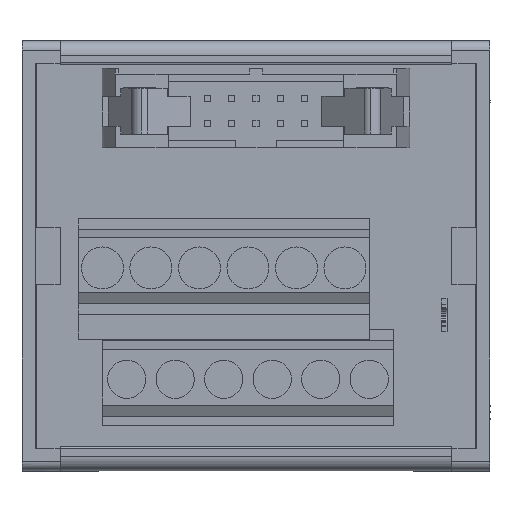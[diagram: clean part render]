
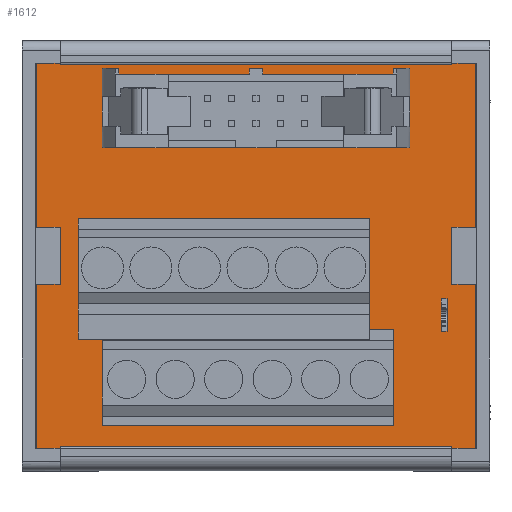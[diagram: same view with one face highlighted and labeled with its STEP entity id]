
A CAD part, top view. The second image highlights one B-rep face of the part: STEP entity #1612.
In plain terms, the highlighted planar face has unit normal (0, 0, 1).
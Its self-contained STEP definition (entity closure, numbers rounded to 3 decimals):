
#1376=AXIS2_PLACEMENT_3D('Plane Axis2P3D',#1373,#1374,#1375) ;
#1373=CARTESIAN_POINT('Axis2P3D Location',(1.5,1.5,21.475)) ;
#1378=CARTESIAN_POINT('Line Origine',(1.5,22.5,21.475)) ;
#1382=CARTESIAN_POINT('Vertex',(1.5,43.5,21.475)) ;
#1384=CARTESIAN_POINT('Vertex',(1.5,1.5,21.475)) ;
#1387=CARTESIAN_POINT('Line Origine',(24.5,1.5,21.475)) ;
#1391=CARTESIAN_POINT('Vertex',(47.5,1.5,21.475)) ;
#1394=CARTESIAN_POINT('Line Origine',(47.5,22.5,21.475)) ;
#1398=CARTESIAN_POINT('Vertex',(47.5,43.5,21.475)) ;
#1401=CARTESIAN_POINT('Line Origine',(24.5,43.5,21.475)) ;
#1412=CARTESIAN_POINT('Line Origine',(23.656,4.751,21.475)) ;
#1416=CARTESIAN_POINT('Vertex',(38.896,4.751,21.475)) ;
#1418=CARTESIAN_POINT('Vertex',(8.416,4.751,21.475)) ;
#1421=CARTESIAN_POINT('Line Origine',(8.416,9.251,21.475)) ;
#1425=CARTESIAN_POINT('Vertex',(8.416,13.751,21.475)) ;
#1428=CARTESIAN_POINT('Line Origine',(7.146,13.751,21.475)) ;
#1432=CARTESIAN_POINT('Vertex',(5.876,13.751,21.475)) ;
#1435=CARTESIAN_POINT('Line Origine',(5.876,20.051,21.475)) ;
#1439=CARTESIAN_POINT('Vertex',(5.876,26.351,21.475)) ;
#1442=CARTESIAN_POINT('Line Origine',(21.116,26.351,21.475)) ;
#1446=CARTESIAN_POINT('Vertex',(36.356,26.351,21.475)) ;
#1449=CARTESIAN_POINT('Line Origine',(36.356,20.551,21.475)) ;
#1453=CARTESIAN_POINT('Vertex',(36.356,14.751,21.475)) ;
#1456=CARTESIAN_POINT('Line Origine',(37.626,14.751,21.475)) ;
#1460=CARTESIAN_POINT('Vertex',(38.896,14.751,21.475)) ;
#1463=CARTESIAN_POINT('Line Origine',(38.896,9.751,21.475)) ;
#1478=CARTESIAN_POINT('Line Origine',(44.213,17.993,21.475)) ;
#1482=CARTESIAN_POINT('Vertex',(44.513,17.993,21.475)) ;
#1484=CARTESIAN_POINT('Vertex',(43.913,17.993,21.475)) ;
#1487=CARTESIAN_POINT('Line Origine',(44.513,16.293,21.475)) ;
#1491=CARTESIAN_POINT('Vertex',(44.513,14.593,21.475)) ;
#1494=CARTESIAN_POINT('Line Origine',(44.213,14.593,21.475)) ;
#1498=CARTESIAN_POINT('Vertex',(43.913,14.593,21.475)) ;
#1501=CARTESIAN_POINT('Line Origine',(43.913,16.293,21.475)) ;
#1512=CARTESIAN_POINT('Line Origine',(38.4,33.8,21.475)) ;
#1516=CARTESIAN_POINT('Vertex',(40.6,33.8,21.475)) ;
#1518=CARTESIAN_POINT('Vertex',(36.2,33.8,21.475)) ;
#1521=CARTESIAN_POINT('Line Origine',(36.2,37.65,21.475)) ;
#1525=CARTESIAN_POINT('Vertex',(36.2,41.5,21.475)) ;
#1528=CARTESIAN_POINT('Line Origine',(37.535,41.5,21.475)) ;
#1532=CARTESIAN_POINT('Vertex',(38.87,41.5,21.475)) ;
#1535=CARTESIAN_POINT('Line Origine',(38.87,41.8,21.475)) ;
#1539=CARTESIAN_POINT('Vertex',(38.87,42.1,21.475)) ;
#1542=CARTESIAN_POINT('Line Origine',(39.735,42.1,21.475)) ;
#1546=CARTESIAN_POINT('Vertex',(40.6,42.1,21.475)) ;
#1549=CARTESIAN_POINT('Line Origine',(40.6,37.95,21.475)) ;
#1562=CARTESIAN_POINT('Line Origine',(11.465,41.5,21.475)) ;
#1566=CARTESIAN_POINT('Vertex',(12.8,41.5,21.475)) ;
#1568=CARTESIAN_POINT('Vertex',(10.13,41.5,21.475)) ;
#1571=CARTESIAN_POINT('Line Origine',(12.8,37.65,21.475)) ;
#1575=CARTESIAN_POINT('Vertex',(12.8,33.8,21.475)) ;
#1578=CARTESIAN_POINT('Line Origine',(10.6,33.8,21.475)) ;
#1582=CARTESIAN_POINT('Vertex',(8.4,33.8,21.475)) ;
#1585=CARTESIAN_POINT('Line Origine',(8.4,37.95,21.475)) ;
#1589=CARTESIAN_POINT('Vertex',(8.4,42.1,21.475)) ;
#1592=CARTESIAN_POINT('Line Origine',(9.265,42.1,21.475)) ;
#1596=CARTESIAN_POINT('Vertex',(10.13,42.1,21.475)) ;
#1599=CARTESIAN_POINT('Line Origine',(10.13,41.8,21.475)) ;
#1374=DIRECTION('Axis2P3D Direction',(0.,0.,1.)) ;
#1375=DIRECTION('Axis2P3D XDirection',(0.,-1.,0.)) ;
#1379=DIRECTION('Vector Direction',(0.,-1.,0.)) ;
#1388=DIRECTION('Vector Direction',(1.,0.,0.)) ;
#1395=DIRECTION('Vector Direction',(0.,1.,0.)) ;
#1402=DIRECTION('Vector Direction',(-1.,0.,0.)) ;
#1413=DIRECTION('Vector Direction',(-1.,0.,0.)) ;
#1422=DIRECTION('Vector Direction',(0.,1.,0.)) ;
#1429=DIRECTION('Vector Direction',(-1.,0.,0.)) ;
#1436=DIRECTION('Vector Direction',(0.,1.,0.)) ;
#1443=DIRECTION('Vector Direction',(1.,0.,0.)) ;
#1450=DIRECTION('Vector Direction',(0.,-1.,0.)) ;
#1457=DIRECTION('Vector Direction',(1.,0.,0.)) ;
#1464=DIRECTION('Vector Direction',(0.,-1.,0.)) ;
#1479=DIRECTION('Vector Direction',(-1.,0.,0.)) ;
#1488=DIRECTION('Vector Direction',(0.,1.,0.)) ;
#1495=DIRECTION('Vector Direction',(-1.,0.,0.)) ;
#1502=DIRECTION('Vector Direction',(0.,-1.,0.)) ;
#1513=DIRECTION('Vector Direction',(-1.,0.,0.)) ;
#1522=DIRECTION('Vector Direction',(0.,1.,0.)) ;
#1529=DIRECTION('Vector Direction',(-1.,0.,0.)) ;
#1536=DIRECTION('Vector Direction',(0.,-1.,0.)) ;
#1543=DIRECTION('Vector Direction',(-1.,0.,0.)) ;
#1550=DIRECTION('Vector Direction',(0.,-1.,0.)) ;
#1563=DIRECTION('Vector Direction',(-1.,0.,0.)) ;
#1572=DIRECTION('Vector Direction',(0.,-1.,0.)) ;
#1579=DIRECTION('Vector Direction',(-1.,0.,0.)) ;
#1586=DIRECTION('Vector Direction',(0.,-1.,0.)) ;
#1593=DIRECTION('Vector Direction',(1.,0.,0.)) ;
#1600=DIRECTION('Vector Direction',(0.,1.,0.)) ;
#1380=VECTOR('Line Direction',#1379,1.) ;
#1389=VECTOR('Line Direction',#1388,1.) ;
#1396=VECTOR('Line Direction',#1395,1.) ;
#1403=VECTOR('Line Direction',#1402,1.) ;
#1414=VECTOR('Line Direction',#1413,1.) ;
#1423=VECTOR('Line Direction',#1422,1.) ;
#1430=VECTOR('Line Direction',#1429,1.) ;
#1437=VECTOR('Line Direction',#1436,1.) ;
#1444=VECTOR('Line Direction',#1443,1.) ;
#1451=VECTOR('Line Direction',#1450,1.) ;
#1458=VECTOR('Line Direction',#1457,1.) ;
#1465=VECTOR('Line Direction',#1464,1.) ;
#1480=VECTOR('Line Direction',#1479,1.) ;
#1489=VECTOR('Line Direction',#1488,1.) ;
#1496=VECTOR('Line Direction',#1495,1.) ;
#1503=VECTOR('Line Direction',#1502,1.) ;
#1514=VECTOR('Line Direction',#1513,1.) ;
#1523=VECTOR('Line Direction',#1522,1.) ;
#1530=VECTOR('Line Direction',#1529,1.) ;
#1537=VECTOR('Line Direction',#1536,1.) ;
#1544=VECTOR('Line Direction',#1543,1.) ;
#1551=VECTOR('Line Direction',#1550,1.) ;
#1564=VECTOR('Line Direction',#1563,1.) ;
#1573=VECTOR('Line Direction',#1572,1.) ;
#1580=VECTOR('Line Direction',#1579,1.) ;
#1587=VECTOR('Line Direction',#1586,1.) ;
#1594=VECTOR('Line Direction',#1593,1.) ;
#1601=VECTOR('Line Direction',#1600,1.) ;
#1407=ORIENTED_EDGE('',*,*,#1386,.T.) ;
#1408=ORIENTED_EDGE('',*,*,#1393,.T.) ;
#1409=ORIENTED_EDGE('',*,*,#1400,.T.) ;
#1410=ORIENTED_EDGE('',*,*,#1405,.T.) ;
#1469=ORIENTED_EDGE('',*,*,#1420,.T.) ;
#1470=ORIENTED_EDGE('',*,*,#1427,.T.) ;
#1471=ORIENTED_EDGE('',*,*,#1434,.T.) ;
#1472=ORIENTED_EDGE('',*,*,#1441,.T.) ;
#1473=ORIENTED_EDGE('',*,*,#1448,.T.) ;
#1474=ORIENTED_EDGE('',*,*,#1455,.T.) ;
#1475=ORIENTED_EDGE('',*,*,#1462,.T.) ;
#1476=ORIENTED_EDGE('',*,*,#1467,.T.) ;
#1507=ORIENTED_EDGE('',*,*,#1486,.F.) ;
#1508=ORIENTED_EDGE('',*,*,#1493,.F.) ;
#1509=ORIENTED_EDGE('',*,*,#1500,.T.) ;
#1510=ORIENTED_EDGE('',*,*,#1505,.F.) ;
#1555=ORIENTED_EDGE('',*,*,#1520,.T.) ;
#1556=ORIENTED_EDGE('',*,*,#1527,.T.) ;
#1557=ORIENTED_EDGE('',*,*,#1534,.F.) ;
#1558=ORIENTED_EDGE('',*,*,#1541,.F.) ;
#1559=ORIENTED_EDGE('',*,*,#1548,.F.) ;
#1560=ORIENTED_EDGE('',*,*,#1553,.T.) ;
#1605=ORIENTED_EDGE('',*,*,#1570,.F.) ;
#1606=ORIENTED_EDGE('',*,*,#1577,.T.) ;
#1607=ORIENTED_EDGE('',*,*,#1584,.T.) ;
#1608=ORIENTED_EDGE('',*,*,#1591,.F.) ;
#1609=ORIENTED_EDGE('',*,*,#1598,.T.) ;
#1610=ORIENTED_EDGE('',*,*,#1603,.F.) ;
#1477=FACE_BOUND('',#1468,.T.) ;
#1511=FACE_BOUND('',#1506,.T.) ;
#1561=FACE_BOUND('',#1554,.T.) ;
#1611=FACE_BOUND('',#1604,.T.) ;
#1612=ADVANCED_FACE('NONE',(#1411,#1477,#1511,#1561,#1611),#1377,.T.) ;
#1386=EDGE_CURVE('',#1383,#1385,#1381,.T.) ;
#1393=EDGE_CURVE('',#1385,#1392,#1390,.T.) ;
#1400=EDGE_CURVE('',#1392,#1399,#1397,.T.) ;
#1405=EDGE_CURVE('',#1399,#1383,#1404,.T.) ;
#1420=EDGE_CURVE('',#1417,#1419,#1415,.T.) ;
#1427=EDGE_CURVE('',#1419,#1426,#1424,.T.) ;
#1434=EDGE_CURVE('',#1426,#1433,#1431,.T.) ;
#1441=EDGE_CURVE('',#1433,#1440,#1438,.T.) ;
#1448=EDGE_CURVE('',#1440,#1447,#1445,.T.) ;
#1455=EDGE_CURVE('',#1447,#1454,#1452,.T.) ;
#1462=EDGE_CURVE('',#1454,#1461,#1459,.T.) ;
#1467=EDGE_CURVE('',#1461,#1417,#1466,.T.) ;
#1486=EDGE_CURVE('',#1483,#1485,#1481,.T.) ;
#1493=EDGE_CURVE('',#1492,#1483,#1490,.T.) ;
#1500=EDGE_CURVE('',#1492,#1499,#1497,.T.) ;
#1505=EDGE_CURVE('',#1485,#1499,#1504,.T.) ;
#1520=EDGE_CURVE('',#1517,#1519,#1515,.T.) ;
#1527=EDGE_CURVE('',#1519,#1526,#1524,.T.) ;
#1534=EDGE_CURVE('',#1533,#1526,#1531,.T.) ;
#1541=EDGE_CURVE('',#1540,#1533,#1538,.T.) ;
#1548=EDGE_CURVE('',#1547,#1540,#1545,.T.) ;
#1553=EDGE_CURVE('',#1547,#1517,#1552,.T.) ;
#1570=EDGE_CURVE('',#1567,#1569,#1565,.T.) ;
#1577=EDGE_CURVE('',#1567,#1576,#1574,.T.) ;
#1584=EDGE_CURVE('',#1576,#1583,#1581,.T.) ;
#1591=EDGE_CURVE('',#1590,#1583,#1588,.T.) ;
#1598=EDGE_CURVE('',#1590,#1597,#1595,.T.) ;
#1603=EDGE_CURVE('',#1569,#1597,#1602,.T.) ;
#1406=EDGE_LOOP('',(#1407,#1408,#1409,#1410)) ;
#1468=EDGE_LOOP('',(#1469,#1470,#1471,#1472,#1473,#1474,#1475,#1476)) ;
#1506=EDGE_LOOP('',(#1507,#1508,#1509,#1510)) ;
#1554=EDGE_LOOP('',(#1555,#1556,#1557,#1558,#1559,#1560)) ;
#1604=EDGE_LOOP('',(#1605,#1606,#1607,#1608,#1609,#1610)) ;
#1411=FACE_OUTER_BOUND('',#1406,.T.) ;
#1381=LINE('Line',#1378,#1380) ;
#1390=LINE('Line',#1387,#1389) ;
#1397=LINE('Line',#1394,#1396) ;
#1404=LINE('Line',#1401,#1403) ;
#1415=LINE('Line',#1412,#1414) ;
#1424=LINE('Line',#1421,#1423) ;
#1431=LINE('Line',#1428,#1430) ;
#1438=LINE('Line',#1435,#1437) ;
#1445=LINE('Line',#1442,#1444) ;
#1452=LINE('Line',#1449,#1451) ;
#1459=LINE('Line',#1456,#1458) ;
#1466=LINE('Line',#1463,#1465) ;
#1481=LINE('Line',#1478,#1480) ;
#1490=LINE('Line',#1487,#1489) ;
#1497=LINE('Line',#1494,#1496) ;
#1504=LINE('Line',#1501,#1503) ;
#1515=LINE('Line',#1512,#1514) ;
#1524=LINE('Line',#1521,#1523) ;
#1531=LINE('Line',#1528,#1530) ;
#1538=LINE('Line',#1535,#1537) ;
#1545=LINE('Line',#1542,#1544) ;
#1552=LINE('Line',#1549,#1551) ;
#1565=LINE('Line',#1562,#1564) ;
#1574=LINE('Line',#1571,#1573) ;
#1581=LINE('Line',#1578,#1580) ;
#1588=LINE('Line',#1585,#1587) ;
#1595=LINE('Line',#1592,#1594) ;
#1602=LINE('Line',#1599,#1601) ;
#1377=PLANE('',#1376) ;
#1383=VERTEX_POINT('',#1382) ;
#1385=VERTEX_POINT('',#1384) ;
#1392=VERTEX_POINT('',#1391) ;
#1399=VERTEX_POINT('',#1398) ;
#1417=VERTEX_POINT('',#1416) ;
#1419=VERTEX_POINT('',#1418) ;
#1426=VERTEX_POINT('',#1425) ;
#1433=VERTEX_POINT('',#1432) ;
#1440=VERTEX_POINT('',#1439) ;
#1447=VERTEX_POINT('',#1446) ;
#1454=VERTEX_POINT('',#1453) ;
#1461=VERTEX_POINT('',#1460) ;
#1483=VERTEX_POINT('',#1482) ;
#1485=VERTEX_POINT('',#1484) ;
#1492=VERTEX_POINT('',#1491) ;
#1499=VERTEX_POINT('',#1498) ;
#1517=VERTEX_POINT('',#1516) ;
#1519=VERTEX_POINT('',#1518) ;
#1526=VERTEX_POINT('',#1525) ;
#1533=VERTEX_POINT('',#1532) ;
#1540=VERTEX_POINT('',#1539) ;
#1547=VERTEX_POINT('',#1546) ;
#1567=VERTEX_POINT('',#1566) ;
#1569=VERTEX_POINT('',#1568) ;
#1576=VERTEX_POINT('',#1575) ;
#1583=VERTEX_POINT('',#1582) ;
#1590=VERTEX_POINT('',#1589) ;
#1597=VERTEX_POINT('',#1596) ;
